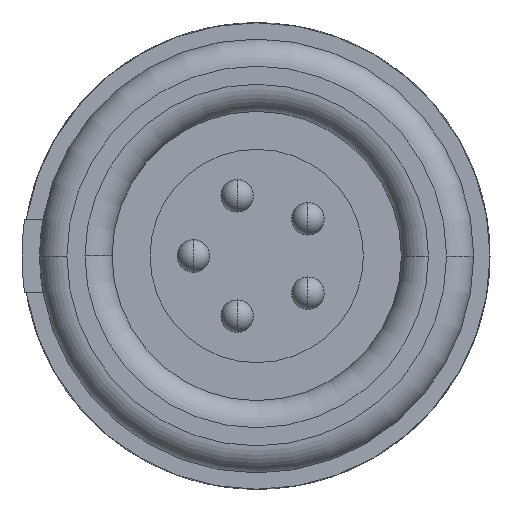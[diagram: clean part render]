
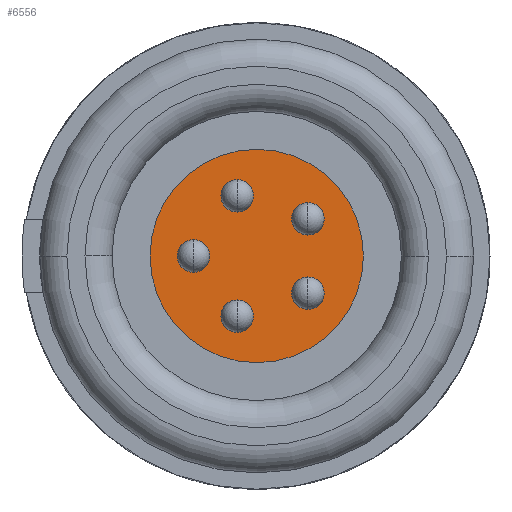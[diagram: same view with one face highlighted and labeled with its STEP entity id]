
A CAD part, left-side view. The second image highlights one B-rep face of the part: STEP entity #6556.
In plain terms, the highlighted planar face has unit normal (-1, 0, 0).
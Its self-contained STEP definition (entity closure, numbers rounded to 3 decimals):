
#1904=CARTESIAN_POINT('',(-3.,0.,0.));
#1905=DIRECTION('',(-1.,0.,0.));
#1906=DIRECTION('',(0.,1.,0.));
#1907=AXIS2_PLACEMENT_3D('',#1904,#1905,#1906);
#1922=CARTESIAN_POINT('',(-3.,0.,0.));
#1923=DIRECTION('',(-1.,0.,0.));
#1924=DIRECTION('',(0.,-1.,0.));
#1925=AXIS2_PLACEMENT_3D('',#1922,#1923,#1924);
#2958=CARTESIAN_POINT('',(-3.,1.75,0.));
#2959=DIRECTION('',(-1.,0.,0.));
#2960=DIRECTION('',(0.,0.,1.));
#2961=AXIS2_PLACEMENT_3D('',#2958,#2959,#2960);
#2963=CARTESIAN_POINT('',(-3.,1.75,0.));
#2964=DIRECTION('',(-1.,0.,0.));
#2965=DIRECTION('',(0.,0.,-1.));
#2966=AXIS2_PLACEMENT_3D('',#2963,#2964,#2965);
#2968=CARTESIAN_POINT('',(-3.,0.541,1.664));
#2969=DIRECTION('',(-1.,0.,0.));
#2970=DIRECTION('',(0.,0.,1.));
#2971=AXIS2_PLACEMENT_3D('',#2968,#2969,#2970);
#2973=CARTESIAN_POINT('',(-3.,0.541,1.664));
#2974=DIRECTION('',(-1.,0.,0.));
#2975=DIRECTION('',(0.,0.,-1.));
#2976=AXIS2_PLACEMENT_3D('',#2973,#2974,#2975);
#2978=CARTESIAN_POINT('',(-3.,-1.416,-1.029));
#2979=DIRECTION('',(-1.,0.,0.));
#2980=DIRECTION('',(0.,0.,1.));
#2981=AXIS2_PLACEMENT_3D('',#2978,#2979,#2980);
#2983=CARTESIAN_POINT('',(-3.,-1.416,-1.029));
#2984=DIRECTION('',(-1.,0.,0.));
#2985=DIRECTION('',(0.,0.,-1.));
#2986=AXIS2_PLACEMENT_3D('',#2983,#2984,#2985);
#2988=CARTESIAN_POINT('',(-3.,0.541,-1.664));
#2989=DIRECTION('',(-1.,0.,0.));
#2990=DIRECTION('',(0.,0.,1.));
#2991=AXIS2_PLACEMENT_3D('',#2988,#2989,#2990);
#2993=CARTESIAN_POINT('',(-3.,0.541,-1.664));
#2994=DIRECTION('',(-1.,0.,0.));
#2995=DIRECTION('',(0.,0.,-1.));
#2996=AXIS2_PLACEMENT_3D('',#2993,#2994,#2995);
#2998=CARTESIAN_POINT('',(-3.,-1.416,1.029));
#2999=DIRECTION('',(-1.,0.,0.));
#3000=DIRECTION('',(0.,0.,1.));
#3001=AXIS2_PLACEMENT_3D('',#2998,#2999,#3000);
#3003=CARTESIAN_POINT('',(-3.,-1.416,1.029));
#3004=DIRECTION('',(-1.,0.,0.));
#3005=DIRECTION('',(0.,0.,-1.));
#3006=AXIS2_PLACEMENT_3D('',#3003,#3004,#3005);
#4140=CARTESIAN_POINT('',(-3.,1.75,0.45));
#4141=CARTESIAN_POINT('',(-3.,1.75,-0.45));
#4142=VERTEX_POINT('',#4140);
#4143=VERTEX_POINT('',#4141);
#4144=CARTESIAN_POINT('',(-3.,0.541,2.114));
#4145=CARTESIAN_POINT('',(-3.,0.541,1.214));
#4146=VERTEX_POINT('',#4144);
#4147=VERTEX_POINT('',#4145);
#4148=CARTESIAN_POINT('',(-3.,-1.416,-0.579));
#4149=CARTESIAN_POINT('',(-3.,-1.416,-1.479));
#4150=VERTEX_POINT('',#4148);
#4151=VERTEX_POINT('',#4149);
#4152=CARTESIAN_POINT('',(-3.,0.541,-1.214));
#4153=CARTESIAN_POINT('',(-3.,0.541,-2.114));
#4154=VERTEX_POINT('',#4152);
#4155=VERTEX_POINT('',#4153);
#4156=CARTESIAN_POINT('',(-3.,-1.416,1.479));
#4157=CARTESIAN_POINT('',(-3.,-1.416,0.579));
#4158=VERTEX_POINT('',#4156);
#4159=VERTEX_POINT('',#4157);
#4309=CARTESIAN_POINT('',(-3.,-2.95,0.));
#4310=CARTESIAN_POINT('',(-3.,2.95,0.));
#4311=VERTEX_POINT('',#4309);
#4312=VERTEX_POINT('',#4310);
#6517=CARTESIAN_POINT('',(-3.,0.,0.));
#6518=DIRECTION('',(1.,0.,0.));
#6519=DIRECTION('',(0.,0.,-1.));
#6520=AXIS2_PLACEMENT_3D('',#6517,#6518,#6519);
#6521=PLANE('',#6520);
#6522=ORIENTED_EDGE('',*,*,#5182,.F.);
#6523=ORIENTED_EDGE('',*,*,#5153,.F.);
#6524=EDGE_LOOP('',(#6522,#6523));
#6525=FACE_OUTER_BOUND('',#6524,.F.);
#6527=ORIENTED_EDGE('',*,*,#6526,.T.);
#6529=ORIENTED_EDGE('',*,*,#6528,.T.);
#6530=EDGE_LOOP('',(#6527,#6529));
#6531=FACE_BOUND('',#6530,.F.);
#6533=ORIENTED_EDGE('',*,*,#6532,.T.);
#6535=ORIENTED_EDGE('',*,*,#6534,.T.);
#6536=EDGE_LOOP('',(#6533,#6535));
#6537=FACE_BOUND('',#6536,.F.);
#6539=ORIENTED_EDGE('',*,*,#6538,.T.);
#6541=ORIENTED_EDGE('',*,*,#6540,.T.);
#6542=EDGE_LOOP('',(#6539,#6541));
#6543=FACE_BOUND('',#6542,.F.);
#6545=ORIENTED_EDGE('',*,*,#6544,.T.);
#6547=ORIENTED_EDGE('',*,*,#6546,.T.);
#6548=EDGE_LOOP('',(#6545,#6547));
#6549=FACE_BOUND('',#6548,.F.);
#6551=ORIENTED_EDGE('',*,*,#6550,.T.);
#6553=ORIENTED_EDGE('',*,*,#6552,.T.);
#6554=EDGE_LOOP('',(#6551,#6553));
#6555=FACE_BOUND('',#6554,.F.);
#6556=ADVANCED_FACE('',(#6525,#6531,#6537,#6543,#6549,#6555),#6521,.F.);
#1908=CIRCLE('',#1907,2.95);
#1926=CIRCLE('',#1925,2.95);
#2962=CIRCLE('',#2961,0.45);
#2967=CIRCLE('',#2966,0.45);
#2972=CIRCLE('',#2971,0.45);
#2977=CIRCLE('',#2976,0.45);
#2982=CIRCLE('',#2981,0.45);
#2987=CIRCLE('',#2986,0.45);
#2992=CIRCLE('',#2991,0.45);
#2997=CIRCLE('',#2996,0.45);
#3002=CIRCLE('',#3001,0.45);
#3007=CIRCLE('',#3006,0.45);
#5153=EDGE_CURVE('',#4312,#4311,#1908,.T.);
#5182=EDGE_CURVE('',#4311,#4312,#1926,.T.);
#6526=EDGE_CURVE('',#4142,#4143,#2962,.T.);
#6528=EDGE_CURVE('',#4143,#4142,#2967,.T.);
#6532=EDGE_CURVE('',#4146,#4147,#2972,.T.);
#6534=EDGE_CURVE('',#4147,#4146,#2977,.T.);
#6538=EDGE_CURVE('',#4150,#4151,#2982,.T.);
#6540=EDGE_CURVE('',#4151,#4150,#2987,.T.);
#6544=EDGE_CURVE('',#4154,#4155,#2992,.T.);
#6546=EDGE_CURVE('',#4155,#4154,#2997,.T.);
#6550=EDGE_CURVE('',#4158,#4159,#3002,.T.);
#6552=EDGE_CURVE('',#4159,#4158,#3007,.T.);
